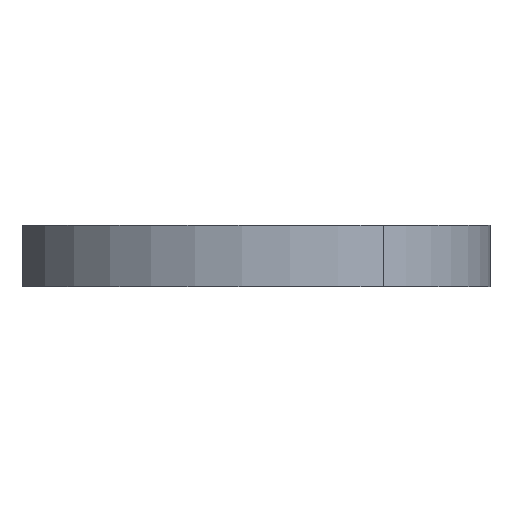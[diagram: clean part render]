
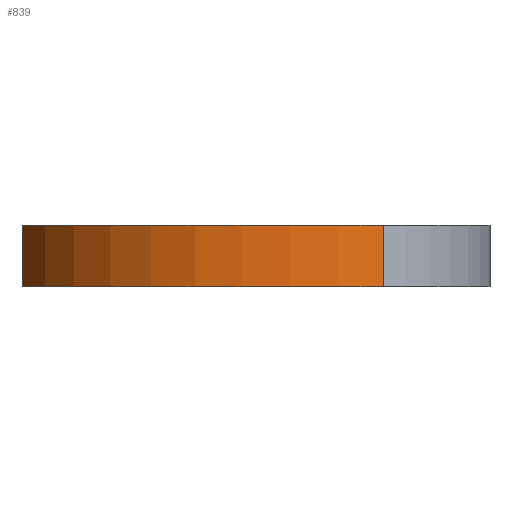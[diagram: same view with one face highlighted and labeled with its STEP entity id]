
A CAD part, front view. The second image highlights one B-rep face of the part: STEP entity #839.
In plain terms, the highlighted cylindrical face has radius 45 mm (diameter 90 mm), a partial arc.
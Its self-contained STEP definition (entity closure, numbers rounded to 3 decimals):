
#8 = AXIS2_PLACEMENT_3D ( 'NONE', #458, #732, #272 ) ;
#35 = ORIENTED_EDGE ( 'NONE', *, *, #310, .T. ) ;
#50 = EDGE_CURVE ( 'NONE', #829, #792, #248, .T. ) ;
#93 = CIRCLE ( 'NONE', #728, 45. ) ;
#106 = CARTESIAN_POINT ( 'NONE',  ( 17.583, -41.423, 10. ) ) ;
#187 = ORIENTED_EDGE ( 'NONE', *, *, #192, .F. ) ;
#191 = DIRECTION ( 'NONE',  ( 0., 0., 1. ) ) ;
#192 = EDGE_CURVE ( 'NONE', #259, #617, #343, .T. ) ;
#198 = ORIENTED_EDGE ( 'NONE', *, *, #848, .F. ) ;
#216 = CARTESIAN_POINT ( 'NONE',  ( 0., 0., 10. ) ) ;
#248 = LINE ( 'NONE', #254, #419 ) ;
#254 = CARTESIAN_POINT ( 'NONE',  ( -41.423, -17.583, 10. ) ) ;
#259 = VERTEX_POINT ( 'NONE', #826 ) ;
#272 = DIRECTION ( 'NONE',  ( 1., 0., 0. ) ) ;
#310 = EDGE_CURVE ( 'NONE', #792, #617, #613, .T. ) ;
#343 = LINE ( 'NONE', #106, #671 ) ;
#419 = VECTOR ( 'NONE', #590, 1000. ) ;
#448 = ORIENTED_EDGE ( 'NONE', *, *, #50, .T. ) ;
#458 = CARTESIAN_POINT ( 'NONE',  ( 0., 0., 0. ) ) ;
#476 = DIRECTION ( 'NONE',  ( 0., 0., -1. ) ) ;
#570 = FACE_OUTER_BOUND ( 'NONE', #812, .T. ) ;
#573 = CARTESIAN_POINT ( 'NONE',  ( -41.423, -17.583, 10. ) ) ;
#577 = CARTESIAN_POINT ( 'NONE',  ( 0., 0., 10. ) ) ;
#589 = AXIS2_PLACEMENT_3D ( 'NONE', #216, #813, #782 ) ;
#590 = DIRECTION ( 'NONE',  ( 0., 0., -1. ) ) ;
#597 = CARTESIAN_POINT ( 'NONE',  ( 17.583, -41.423, 0. ) ) ;
#613 = CIRCLE ( 'NONE', #8, 45. ) ;
#617 = VERTEX_POINT ( 'NONE', #597 ) ;
#618 = CARTESIAN_POINT ( 'NONE',  ( -41.423, -17.583, 0. ) ) ;
#625 = CYLINDRICAL_SURFACE ( 'NONE', #589, 45. ) ;
#655 = DIRECTION ( 'NONE',  ( 1., 0., 0. ) ) ;
#671 = VECTOR ( 'NONE', #476, 1000. ) ;
#728 = AXIS2_PLACEMENT_3D ( 'NONE', #577, #191, #655 ) ;
#732 = DIRECTION ( 'NONE',  ( 0., 0., 1. ) ) ;
#782 = DIRECTION ( 'NONE',  ( -1., 0., 0. ) ) ;
#792 = VERTEX_POINT ( 'NONE', #618 ) ;
#812 = EDGE_LOOP ( 'NONE', ( #35, #187, #198, #448 ) ) ;
#813 = DIRECTION ( 'NONE',  ( 0., 0., -1. ) ) ;
#826 = CARTESIAN_POINT ( 'NONE',  ( 17.583, -41.423, 10. ) ) ;
#829 = VERTEX_POINT ( 'NONE', #573 ) ;
#839 = ADVANCED_FACE ( 'NONE', ( #570 ), #625, .T. ) ;
#848 = EDGE_CURVE ( 'NONE', #829, #259, #93, .T. ) ;
